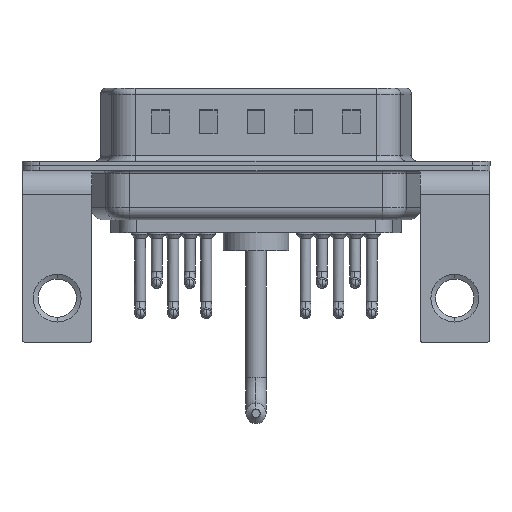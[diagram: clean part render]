
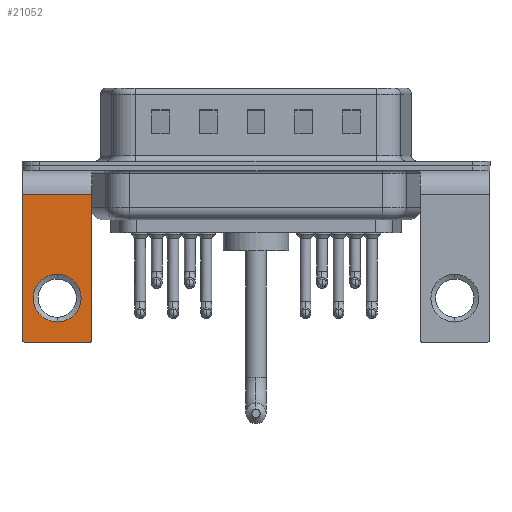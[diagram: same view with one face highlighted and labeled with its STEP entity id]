
A CAD part, front view. The second image highlights one B-rep face of the part: STEP entity #21052.
In plain terms, the highlighted planar face has unit normal (0, -1, 0).
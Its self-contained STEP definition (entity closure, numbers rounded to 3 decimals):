
#65 = DIRECTION ( 'NONE',  ( 0., 1., 0. ) ) ;
#1271 = CARTESIAN_POINT ( 'NONE',  ( -2.9, -6.25, -2.4 ) ) ;
#1340 = CARTESIAN_POINT ( 'NONE',  ( -2.65, -6.25, -14.55 ) ) ;
#1595 = CARTESIAN_POINT ( 'NONE',  ( 0., -6.25, -11.07 ) ) ;
#1602 = DIRECTION ( 'NONE',  ( 0., 1., 0. ) ) ;
#1665 = LINE ( 'NONE', #23135, #20946 ) ;
#1833 = ORIENTED_EDGE ( 'NONE', *, *, #19420, .F. ) ;
#2330 = CIRCLE ( 'NONE', #5343, 2. ) ;
#2492 = LINE ( 'NONE', #9432, #20455 ) ;
#2637 = DIRECTION ( 'NONE',  ( 0., 0., 1. ) ) ;
#3142 = CARTESIAN_POINT ( 'NONE',  ( -2.65, -6.25, -14.8 ) ) ;
#3252 = PLANE ( 'NONE',  #10286 ) ;
#3428 = EDGE_CURVE ( 'NONE', #15369, #11551, #1665, .T. ) ;
#3701 = DIRECTION ( 'NONE',  ( 0., 0., -1. ) ) ;
#3947 = VERTEX_POINT ( 'NONE', #16200 ) ;
#3957 = EDGE_CURVE ( 'NONE', #15369, #17000, #12663, .T. ) ;
#3989 = CARTESIAN_POINT ( 'NONE',  ( 2.9, -6.25, -2.4 ) ) ;
#4173 = CARTESIAN_POINT ( 'NONE',  ( 2.65, -6.25, -14.55 ) ) ;
#4444 = CARTESIAN_POINT ( 'NONE',  ( 2.65, -6.25, -14.8 ) ) ;
#5343 = AXIS2_PLACEMENT_3D ( 'NONE', #1595, #8669, #8447 ) ;
#6670 = ORIENTED_EDGE ( 'NONE', *, *, #3428, .T. ) ;
#6683 = DIRECTION ( 'NONE',  ( 0., 0., 1. ) ) ;
#7674 = CARTESIAN_POINT ( 'NONE',  ( 0., -6.25, -13.07 ) ) ;
#8447 = DIRECTION ( 'NONE',  ( 0., 0., 1. ) ) ;
#8669 = DIRECTION ( 'NONE',  ( 0., 1., 0. ) ) ;
#9139 = EDGE_CURVE ( 'NONE', #3947, #19452, #2330, .T. ) ;
#9432 = CARTESIAN_POINT ( 'NONE',  ( 2.9, -6.25, -14.8 ) ) ;
#9433 = EDGE_LOOP ( 'NONE', ( #22777, #12075 ) ) ;
#9821 = DIRECTION ( 'NONE',  ( 0., -1., 0. ) ) ;
#10270 = CIRCLE ( 'NONE', #12530, 0.25 ) ;
#10286 = AXIS2_PLACEMENT_3D ( 'NONE', #13970, #1602, #6683 ) ;
#10383 = CARTESIAN_POINT ( 'NONE',  ( -2.9, -6.25, -14.55 ) ) ;
#10548 = FACE_OUTER_BOUND ( 'NONE', #13041, .T. ) ;
#10612 = EDGE_CURVE ( 'NONE', #19452, #3947, #19442, .T. ) ;
#11369 = DIRECTION ( 'NONE',  ( 0., -1., 0. ) ) ;
#11551 = VERTEX_POINT ( 'NONE', #1271 ) ;
#12075 = ORIENTED_EDGE ( 'NONE', *, *, #9139, .T. ) ;
#12427 = ORIENTED_EDGE ( 'NONE', *, *, #3957, .F. ) ;
#12530 = AXIS2_PLACEMENT_3D ( 'NONE', #1340, #9821, #2637 ) ;
#12663 = LINE ( 'NONE', #19871, #22478 ) ;
#12978 = CARTESIAN_POINT ( 'NONE',  ( -2.9, -6.25, -2.4 ) ) ;
#13002 = AXIS2_PLACEMENT_3D ( 'NONE', #21989, #65, #16307 ) ;
#13041 = EDGE_LOOP ( 'NONE', ( #19180, #19111, #1833, #15456, #12427, #6670 ) ) ;
#13081 = DIRECTION ( 'NONE',  ( -1., 0., 0. ) ) ;
#13970 = CARTESIAN_POINT ( 'NONE',  ( 2.9, -6.25, -2.4 ) ) ;
#14025 = DIRECTION ( 'NONE',  ( -1., 0., 0. ) ) ;
#15369 = VERTEX_POINT ( 'NONE', #3989 ) ;
#15456 = ORIENTED_EDGE ( 'NONE', *, *, #22819, .T. ) ;
#15490 = DIRECTION ( 'NONE',  ( 0., 0., 1. ) ) ;
#15602 = VECTOR ( 'NONE', #21850, 1000. ) ;
#16200 = CARTESIAN_POINT ( 'NONE',  ( 0., -6.25, -9.07 ) ) ;
#16307 = DIRECTION ( 'NONE',  ( 0., 0., 1. ) ) ;
#16336 = AXIS2_PLACEMENT_3D ( 'NONE', #4173, #11369, #15490 ) ;
#17000 = VERTEX_POINT ( 'NONE', #18119 ) ;
#17361 = VERTEX_POINT ( 'NONE', #3142 ) ;
#17740 = FACE_BOUND ( 'NONE', #9433, .T. ) ;
#18119 = CARTESIAN_POINT ( 'NONE',  ( 2.9, -6.25, -14.55 ) ) ;
#19111 = ORIENTED_EDGE ( 'NONE', *, *, #19118, .T. ) ;
#19118 = EDGE_CURVE ( 'NONE', #21435, #17361, #10270, .T. ) ;
#19180 = ORIENTED_EDGE ( 'NONE', *, *, #23140, .T. ) ;
#19420 = EDGE_CURVE ( 'NONE', #20899, #17361, #2492, .T. ) ;
#19442 = CIRCLE ( 'NONE', #13002, 2. ) ;
#19452 = VERTEX_POINT ( 'NONE', #7674 ) ;
#19871 = CARTESIAN_POINT ( 'NONE',  ( 2.9, -6.25, -2.4 ) ) ;
#20455 = VECTOR ( 'NONE', #13081, 1000. ) ;
#20875 = CIRCLE ( 'NONE', #16336, 0.25 ) ;
#20899 = VERTEX_POINT ( 'NONE', #4444 ) ;
#20946 = VECTOR ( 'NONE', #14025, 1000. ) ;
#21052 = ADVANCED_FACE ( 'NONE', ( #17740, #10548 ), #3252, .F. ) ;
#21435 = VERTEX_POINT ( 'NONE', #10383 ) ;
#21850 = DIRECTION ( 'NONE',  ( 0., 0., -1. ) ) ;
#21989 = CARTESIAN_POINT ( 'NONE',  ( 0., -6.25, -11.07 ) ) ;
#22330 = LINE ( 'NONE', #12978, #15602 ) ;
#22478 = VECTOR ( 'NONE', #3701, 1000. ) ;
#22777 = ORIENTED_EDGE ( 'NONE', *, *, #10612, .T. ) ;
#22819 = EDGE_CURVE ( 'NONE', #20899, #17000, #20875, .T. ) ;
#23135 = CARTESIAN_POINT ( 'NONE',  ( 2.9, -6.25, -2.4 ) ) ;
#23140 = EDGE_CURVE ( 'NONE', #11551, #21435, #22330, .T. ) ;
